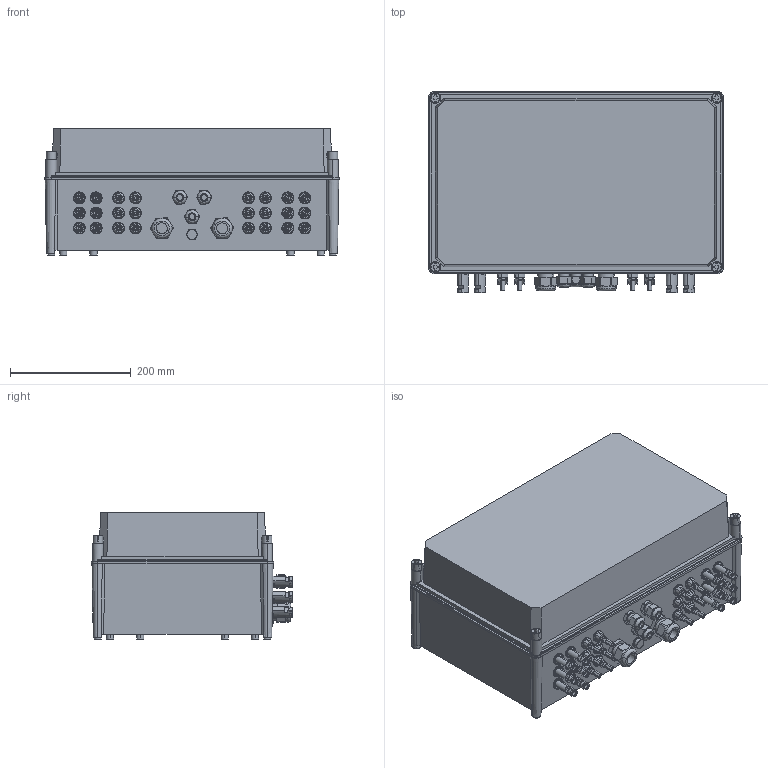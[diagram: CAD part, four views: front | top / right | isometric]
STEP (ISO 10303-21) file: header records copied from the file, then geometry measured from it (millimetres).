
FILE_DESCRIPTION(('CATIA V5 STEP Exchange','CAx-IF Rec.Pracs.--- Model Styling and Organization---1.4--- 2014-01-23'),'2;1');
FILE_NAME ('D1427419_1_2737490000_S3D_PVN1_M1_I6_SX_WM4C.stp','2020-06-17T12:55:31+00:00',('none'),('Weidmueller'),'CATIA Version 5-6 Release 2016 SP3 HF44','CATIA V5 STEP AP214','none');
FILE_SCHEMA(('AUTOMOTIVE_DESIGN { 1 0 10303 214 1 1 1 1 }'));
Products named in the file (1): S3D_PVN1_M1_I6_SX_WM4C
Bounding box: 488 x 333.31 x 209.16 mm (x, y, z)
Volume: 26747028.2 mm3; surface area: 1046833.6 mm2
Topology: 36 solids, 36 shells, 2706 faces, 8183 edges, 5661 vertices
Faces by surface type: plane 1434, cylinder 906, cone 292, sphere 36, revolution 24, torus 8, bspline 6
Entity records: 97429 total; most frequent: CARTESIAN_POINT 28536, ORIENTED_EDGE 16354, DIRECTION 9531, EDGE_CURVE 8177, VERTEX_POINT 5661, AXIS2_PLACEMENT_3D 4019, VECTOR 3717, LINE 3717
